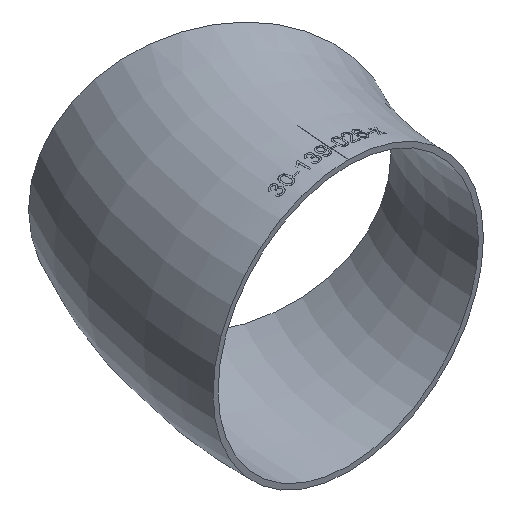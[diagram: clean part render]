
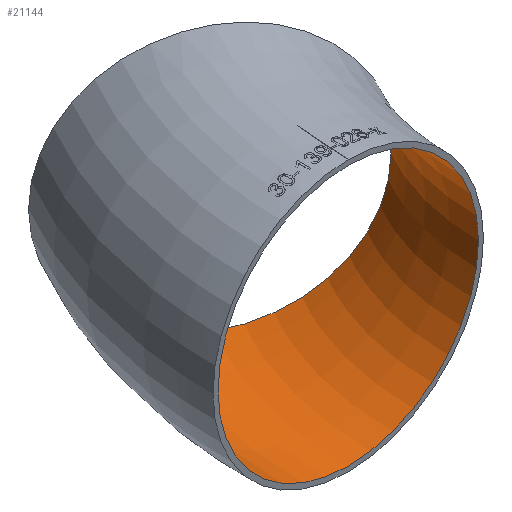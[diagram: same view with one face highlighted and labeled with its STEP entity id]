
A CAD part, isometric view. The second image highlights one B-rep face of the part: STEP entity #21144.
In plain terms, the highlighted toroidal (fillet/blend) face has major radius 190.5 mm and minor radius 67.25 mm.
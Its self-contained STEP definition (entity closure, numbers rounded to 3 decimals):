
#44 = VERTEX_POINT ( 'NONE', #8677 ) ;
#1319 = DIRECTION ( 'NONE',  ( 0., 0., -1. ) ) ;
#1584 = CIRCLE ( 'NONE', #26100, 67.25 ) ;
#2050 = EDGE_CURVE ( 'NONE', #44, #44, #20673, .T. ) ;
#2336 = CARTESIAN_POINT ( 'NONE',  ( -164.978, 95.25, 0. ) ) ;
#2603 = DIRECTION ( 'NONE',  ( 0., 0., 1. ) ) ;
#4104 = CARTESIAN_POINT ( 'NONE',  ( -223.218, 128.875, 0. ) ) ;
#4695 = DIRECTION ( 'NONE',  ( 0.5, 0.866, 0. ) ) ;
#8677 = CARTESIAN_POINT ( 'NONE',  ( -190.5, 0., 67.25 ) ) ;
#10216 = ORIENTED_EDGE ( 'NONE', *, *, #21538, .T. ) ;
#12052 = DIRECTION ( 'NONE',  ( -1., 0., 0. ) ) ;
#13123 = AXIS2_PLACEMENT_3D ( 'NONE', #26750, #1319, #12052 ) ;
#15012 = DIRECTION ( 'NONE',  ( -0.866, 0.5, 0. ) ) ;
#15420 = CARTESIAN_POINT ( 'NONE',  ( -190.5, 0., 0. ) ) ;
#18761 = VERTEX_POINT ( 'NONE', #4104 ) ;
#19292 = AXIS2_PLACEMENT_3D ( 'NONE', #15420, #19636, #2603 ) ;
#19591 = EDGE_LOOP ( 'NONE', ( #10216 ) ) ;
#19636 = DIRECTION ( 'NONE',  ( 0., 1., 0. ) ) ;
#19871 = EDGE_LOOP ( 'NONE', ( #23171 ) ) ;
#20673 = CIRCLE ( 'NONE', #19292, 67.25 ) ;
#21144 = ADVANCED_FACE ( 'NONE', ( #26888, #24648 ), #24769, .F. ) ;
#21538 = EDGE_CURVE ( 'NONE', #18761, #18761, #1584, .T. ) ;
#23171 = ORIENTED_EDGE ( 'NONE', *, *, #2050, .F. ) ;
#24648 = FACE_OUTER_BOUND ( 'NONE', #19871, .T. ) ;
#24769 = TOROIDAL_SURFACE ( 'NONE', #13123, 190.5, 67.25 ) ;
#26100 = AXIS2_PLACEMENT_3D ( 'NONE', #2336, #4695, #15012 ) ;
#26750 = CARTESIAN_POINT ( 'NONE',  ( 0., 0., 0. ) ) ;
#26888 = FACE_OUTER_BOUND ( 'NONE', #19591, .T. ) ;
